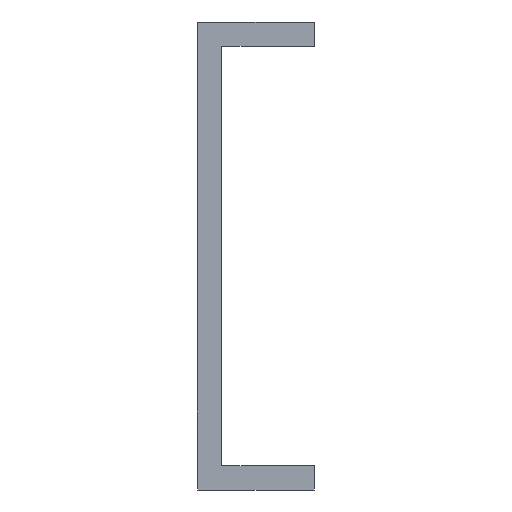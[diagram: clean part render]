
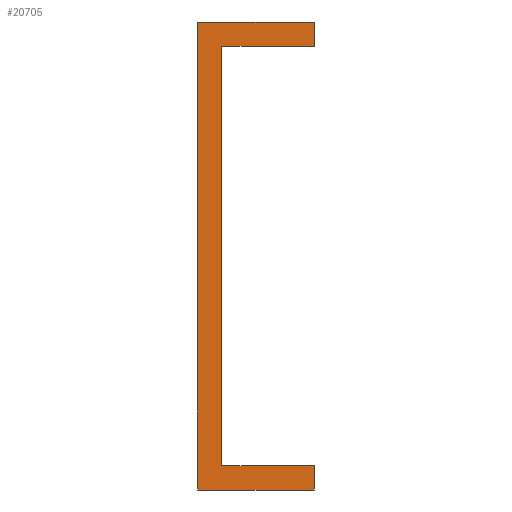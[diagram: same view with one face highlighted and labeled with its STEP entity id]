
A CAD part, front view. The second image highlights one B-rep face of the part: STEP entity #20705.
In plain terms, the highlighted planar face has unit normal (0, -1, 0).
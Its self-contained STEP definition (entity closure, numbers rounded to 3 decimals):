
#239 = EDGE_CURVE ( 'NONE', #13359, #23434, #18366, .T. ) ;
#304 = CARTESIAN_POINT ( 'NONE',  ( -12., 0., -45.5 ) ) ;
#634 = CARTESIAN_POINT ( 'NONE',  ( -12., 0., -43. ) ) ;
#964 = VERTEX_POINT ( 'NONE', #304 ) ;
#1304 = VECTOR ( 'NONE', #23572, 1000. ) ;
#1724 = ORIENTED_EDGE ( 'NONE', *, *, #4605, .F. ) ;
#1912 = CARTESIAN_POINT ( 'NONE',  ( -12., 0., -43. ) ) ;
#1998 = CARTESIAN_POINT ( 'NONE',  ( 0., 0., 0. ) ) ;
#2697 = LINE ( 'NONE', #7656, #10975 ) ;
#3644 = DIRECTION ( 'NONE',  ( -1., 0., 0. ) ) ;
#3844 = DIRECTION ( 'NONE',  ( 1., 0., 0. ) ) ;
#4562 = VECTOR ( 'NONE', #11528, 1000. ) ;
#4605 = EDGE_CURVE ( 'NONE', #25259, #6748, #12275, .T. ) ;
#5733 = DIRECTION ( 'NONE',  ( 0., 0., -1. ) ) ;
#6427 = VECTOR ( 'NONE', #22155, 1000. ) ;
#6748 = VERTEX_POINT ( 'NONE', #10575 ) ;
#7395 = EDGE_CURVE ( 'NONE', #22170, #13359, #8449, .T. ) ;
#7422 = DIRECTION ( 'NONE',  ( 0., 0., -1. ) ) ;
#7656 = CARTESIAN_POINT ( 'NONE',  ( -21.5, 0., -45.5 ) ) ;
#7867 = CARTESIAN_POINT ( 'NONE',  ( -12., 0., -43. ) ) ;
#7903 = DIRECTION ( 'NONE',  ( 0., -1., 0. ) ) ;
#8449 = LINE ( 'NONE', #11217, #11204 ) ;
#8515 = CARTESIAN_POINT ( 'NONE',  ( -12., 0., 0. ) ) ;
#9282 = CARTESIAN_POINT ( 'NONE',  ( -21.5, 0., -43. ) ) ;
#9925 = VERTEX_POINT ( 'NONE', #23026 ) ;
#10020 = CARTESIAN_POINT ( 'NONE',  ( 24., 0., 2.5 ) ) ;
#10478 = DIRECTION ( 'NONE',  ( -1., 0., 0. ) ) ;
#10575 = CARTESIAN_POINT ( 'NONE',  ( -12., 0., 2.5 ) ) ;
#10718 = EDGE_CURVE ( 'NONE', #23434, #964, #25417, .T. ) ;
#10806 = LINE ( 'NONE', #17569, #1304 ) ;
#10905 = EDGE_CURVE ( 'NONE', #23682, #22170, #16802, .T. ) ;
#10975 = VECTOR ( 'NONE', #3644, 1000. ) ;
#11204 = VECTOR ( 'NONE', #7422, 1000. ) ;
#11217 = CARTESIAN_POINT ( 'NONE',  ( -21.5, 0., 0. ) ) ;
#11528 = DIRECTION ( 'NONE',  ( 0., 0., -1. ) ) ;
#11732 = FACE_OUTER_BOUND ( 'NONE', #22103, .T. ) ;
#12275 = LINE ( 'NONE', #10020, #6427 ) ;
#12304 = ORIENTED_EDGE ( 'NONE', *, *, #7395, .F. ) ;
#13151 = VECTOR ( 'NONE', #19358, 1000. ) ;
#13359 = VERTEX_POINT ( 'NONE', #9282 ) ;
#13409 = EDGE_CURVE ( 'NONE', #964, #9925, #2697, .T. ) ;
#13460 = CARTESIAN_POINT ( 'NONE',  ( -12., 0., 0. ) ) ;
#13774 = VECTOR ( 'NONE', #3844, 1000. ) ;
#14374 = AXIS2_PLACEMENT_3D ( 'NONE', #1998, #7903, #5733 ) ;
#15621 = PLANE ( 'NONE',  #14374 ) ;
#15729 = ORIENTED_EDGE ( 'NONE', *, *, #13409, .F. ) ;
#16802 = LINE ( 'NONE', #8515, #23873 ) ;
#16924 = CARTESIAN_POINT ( 'NONE',  ( -24., 0., 2.5 ) ) ;
#17569 = CARTESIAN_POINT ( 'NONE',  ( -12., 0., 0. ) ) ;
#18366 = LINE ( 'NONE', #7867, #13774 ) ;
#18746 = CARTESIAN_POINT ( 'NONE',  ( -21.5, 0., 0. ) ) ;
#18821 = ORIENTED_EDGE ( 'NONE', *, *, #239, .F. ) ;
#19254 = LINE ( 'NONE', #25362, #13151 ) ;
#19358 = DIRECTION ( 'NONE',  ( 0., 0., 1. ) ) ;
#20705 = ADVANCED_FACE ( 'NONE', ( #11732 ), #15621, .T. ) ;
#20731 = EDGE_CURVE ( 'NONE', #6748, #23682, #10806, .T. ) ;
#21983 = ORIENTED_EDGE ( 'NONE', *, *, #20731, .F. ) ;
#22103 = EDGE_LOOP ( 'NONE', ( #12304, #22285, #21983, #1724, #23505, #15729, #24655, #18821 ) ) ;
#22155 = DIRECTION ( 'NONE',  ( 1., 0., 0. ) ) ;
#22170 = VERTEX_POINT ( 'NONE', #18746 ) ;
#22285 = ORIENTED_EDGE ( 'NONE', *, *, #10905, .F. ) ;
#23026 = CARTESIAN_POINT ( 'NONE',  ( -24., 0., -45.5 ) ) ;
#23434 = VERTEX_POINT ( 'NONE', #634 ) ;
#23505 = ORIENTED_EDGE ( 'NONE', *, *, #24789, .F. ) ;
#23572 = DIRECTION ( 'NONE',  ( 0., 0., -1. ) ) ;
#23682 = VERTEX_POINT ( 'NONE', #13460 ) ;
#23873 = VECTOR ( 'NONE', #10478, 1000. ) ;
#24655 = ORIENTED_EDGE ( 'NONE', *, *, #10718, .F. ) ;
#24789 = EDGE_CURVE ( 'NONE', #9925, #25259, #19254, .T. ) ;
#25259 = VERTEX_POINT ( 'NONE', #16924 ) ;
#25362 = CARTESIAN_POINT ( 'NONE',  ( -24., 0., -45.5 ) ) ;
#25417 = LINE ( 'NONE', #1912, #4562 ) ;
